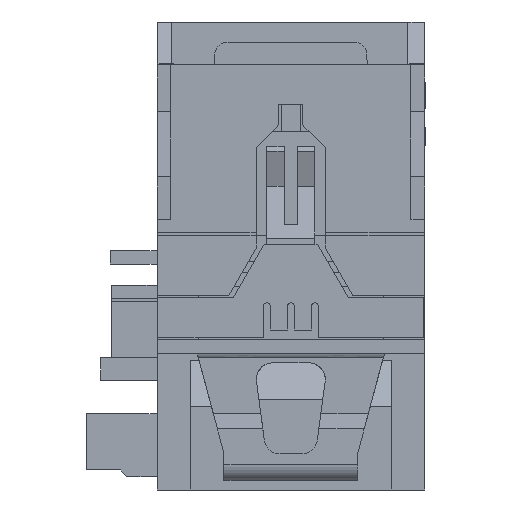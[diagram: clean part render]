
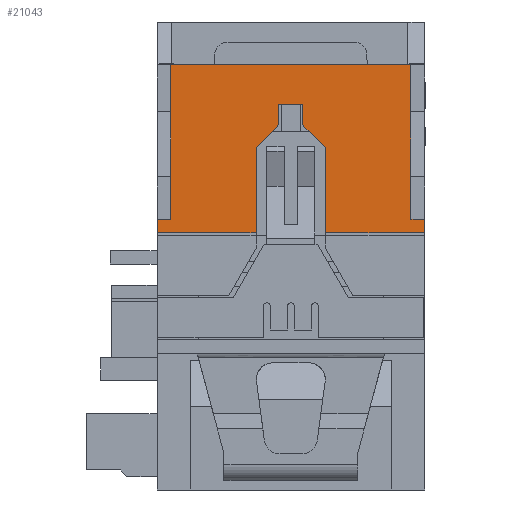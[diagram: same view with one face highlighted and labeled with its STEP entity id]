
A CAD part, front view. The second image highlights one B-rep face of the part: STEP entity #21043.
In plain terms, the highlighted planar face has unit normal (0, -1, 0).
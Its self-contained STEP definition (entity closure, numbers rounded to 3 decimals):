
#21043=ADVANCED_FACE('',(#26232),#23826,.T.);
#23826=PLANE('',#77473);
#26232=FACE_OUTER_BOUND('',#29108,.T.);
#29108=EDGE_LOOP('',(#36314,#36315,#36316,#36317,#36318,#36319,#36320,#36321,
#36322,#36323,#36324,#36325,#36326,#36327,#36328,#36329));
#36314=ORIENTED_EDGE('',*,*,#54760,.F.);
#36315=ORIENTED_EDGE('',*,*,#54733,.F.);
#36316=ORIENTED_EDGE('',*,*,#54737,.F.);
#36317=ORIENTED_EDGE('',*,*,#54744,.F.);
#36318=ORIENTED_EDGE('',*,*,#54747,.F.);
#36319=ORIENTED_EDGE('',*,*,#54751,.F.);
#36320=ORIENTED_EDGE('',*,*,#54753,.F.);
#36321=ORIENTED_EDGE('',*,*,#55315,.T.);
#36322=ORIENTED_EDGE('',*,*,#55423,.F.);
#36323=ORIENTED_EDGE('',*,*,#55053,.F.);
#36324=ORIENTED_EDGE('',*,*,#55376,.T.);
#36325=ORIENTED_EDGE('',*,*,#53233,.F.);
#36326=ORIENTED_EDGE('',*,*,#55424,.F.);
#36327=ORIENTED_EDGE('',*,*,#55028,.T.);
#36328=ORIENTED_EDGE('',*,*,#55422,.T.);
#36329=ORIENTED_EDGE('',*,*,#55425,.T.);
#47910=VERTEX_POINT('',#95503);
#47911=VERTEX_POINT('',#95505);
#48975=VERTEX_POINT('',#98877);
#48976=VERTEX_POINT('',#98879);
#48978=VERTEX_POINT('',#98885);
#48984=VERTEX_POINT('',#98899);
#48986=VERTEX_POINT('',#98905);
#48988=VERTEX_POINT('',#98912);
#48990=VERTEX_POINT('',#98917);
#48993=VERTEX_POINT('',#98928);
#49250=VERTEX_POINT('',#99463);
#49251=VERTEX_POINT('',#99465);
#49266=VERTEX_POINT('',#99506);
#49270=VERTEX_POINT('',#99514);
#49443=VERTEX_POINT('',#100034);
#49512=VERTEX_POINT('',#100245);
#53233=EDGE_CURVE('',#47910,#47911,#60920,.T.);
#54733=EDGE_CURVE('',#48975,#48976,#62178,.T.);
#54737=EDGE_CURVE('',#48978,#48975,#62182,.T.);
#54744=EDGE_CURVE('',#48984,#48978,#62189,.T.);
#54747=EDGE_CURVE('',#48986,#48984,#62192,.T.);
#54751=EDGE_CURVE('',#48988,#48986,#62196,.T.);
#54753=EDGE_CURVE('',#48990,#48988,#62198,.T.);
#54760=EDGE_CURVE('',#48976,#48993,#62205,.T.);
#55028=EDGE_CURVE('',#49251,#49250,#62389,.T.);
#55053=EDGE_CURVE('',#49270,#49266,#62414,.T.);
#55315=EDGE_CURVE('',#48990,#49443,#62612,.T.);
#55376=EDGE_CURVE('',#49270,#47911,#62661,.T.);
#55422=EDGE_CURVE('',#49250,#49512,#62691,.T.);
#55423=EDGE_CURVE('',#49266,#49443,#62692,.T.);
#55424=EDGE_CURVE('',#49251,#47910,#62693,.T.);
#55425=EDGE_CURVE('',#49512,#48993,#62694,.T.);
#60920=LINE('',#95504,#67402);
#62178=LINE('',#98878,#68669);
#62182=LINE('',#98886,#68673);
#62189=LINE('',#98900,#68680);
#62192=LINE('',#98906,#68683);
#62196=LINE('',#98913,#68687);
#62198=LINE('',#98918,#68689);
#62205=LINE('',#98931,#68696);
#62389=LINE('',#99464,#68880);
#62414=LINE('',#99515,#68905);
#62612=LINE('',#100035,#69103);
#62661=LINE('',#100156,#69152);
#62691=LINE('',#100246,#69182);
#62692=LINE('',#100248,#69183);
#62693=LINE('',#100249,#69184);
#62694=LINE('',#100250,#69185);
#67402=VECTOR('',#80946,1.);
#68669=VECTOR('',#83503,1.);
#68673=VECTOR('',#83509,1.);
#68680=VECTOR('',#83518,1.);
#68683=VECTOR('',#83523,1.);
#68687=VECTOR('',#83529,1.);
#68689=VECTOR('',#83533,1.);
#68696=VECTOR('',#83544,1.);
#68880=VECTOR('',#83914,1.);
#68905=VECTOR('',#83951,1.);
#69103=VECTOR('',#84447,1.);
#69152=VECTOR('',#84582,1.);
#69182=VECTOR('',#84652,1.);
#69183=VECTOR('',#84655,1.);
#69184=VECTOR('',#84656,1.);
#69185=VECTOR('',#84657,1.);
#77473=AXIS2_PLACEMENT_3D('',#100251,#84658,#84659);
#80946=DIRECTION('',(1.,0.,0.));
#83503=DIRECTION('',(-0.707,0.,-0.707));
#83509=DIRECTION('',(0.,0.,-1.));
#83518=DIRECTION('',(-1.,0.,0.));
#83523=DIRECTION('',(0.,0.,1.));
#83529=DIRECTION('',(-0.707,0.,0.707));
#83533=DIRECTION('',(0.,0.,1.));
#83544=DIRECTION('',(0.,0.,-1.));
#83914=DIRECTION('',(-1.,0.,0.));
#83951=DIRECTION('',(1.,0.,0.));
#84447=DIRECTION('',(1.,0.,0.));
#84582=DIRECTION('',(0.,0.,1.));
#84652=DIRECTION('',(0.,0.,-1.));
#84655=DIRECTION('',(0.,0.,-1.));
#84656=DIRECTION('',(0.,0.,1.));
#84657=DIRECTION('',(1.,0.,0.));
#84658=DIRECTION('',(0.,-1.,0.));
#84659=DIRECTION('',(0.,0.,-1.));
#95503=CARTESIAN_POINT('',(-9.233,-76.794,24.738));
#95504=CARTESIAN_POINT('',(-7.75,-76.794,24.738));
#95505=CARTESIAN_POINT('',(8.733,-76.794,24.738));
#98877=CARTESIAN_POINT('',(-1.15,-76.794,20.238));
#98878=CARTESIAN_POINT('',(-1.15,-76.794,20.238));
#98879=CARTESIAN_POINT('',(-2.85,-76.794,18.538));
#98885=CARTESIAN_POINT('',(-1.15,-76.794,21.738));
#98886=CARTESIAN_POINT('',(-1.15,-76.794,21.738));
#98899=CARTESIAN_POINT('',(0.65,-76.794,21.738));
#98900=CARTESIAN_POINT('',(0.65,-76.794,21.738));
#98905=CARTESIAN_POINT('',(0.65,-76.794,20.238));
#98906=CARTESIAN_POINT('',(0.65,-76.794,20.238));
#98912=CARTESIAN_POINT('',(2.35,-76.794,18.538));
#98913=CARTESIAN_POINT('',(2.35,-76.794,18.538));
#98917=CARTESIAN_POINT('',(2.35,-76.794,12.188));
#98918=CARTESIAN_POINT('',(2.35,-76.794,11.988));
#98928=CARTESIAN_POINT('',(-2.85,-76.794,12.188));
#98931=CARTESIAN_POINT('',(-2.85,-76.794,18.538));
#99463=CARTESIAN_POINT('',(-10.25,-76.794,13.188));
#99464=CARTESIAN_POINT('',(-6.733,-76.794,13.188));
#99465=CARTESIAN_POINT('',(-9.233,-76.794,13.188));
#99506=CARTESIAN_POINT('',(9.75,-76.794,13.188));
#99514=CARTESIAN_POINT('',(8.733,-76.794,13.188));
#99515=CARTESIAN_POINT('',(6.233,-76.794,13.188));
#100034=CARTESIAN_POINT('',(9.75,-76.794,12.188));
#100035=CARTESIAN_POINT('',(-7.75,-76.794,12.188));
#100156=CARTESIAN_POINT('',(8.733,-76.794,13.188));
#100245=CARTESIAN_POINT('',(-10.25,-76.794,12.188));
#100246=CARTESIAN_POINT('',(-10.25,-76.794,24.738));
#100248=CARTESIAN_POINT('',(9.75,-76.794,24.738));
#100249=CARTESIAN_POINT('',(-9.233,-76.794,13.188));
#100250=CARTESIAN_POINT('',(-7.75,-76.794,12.188));
#100251=CARTESIAN_POINT('',(-7.75,-76.794,24.738));
